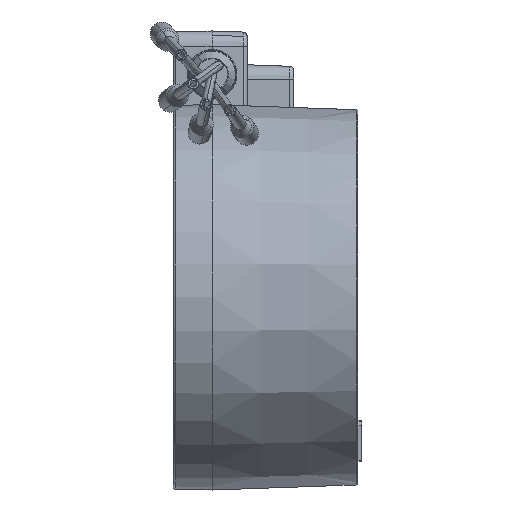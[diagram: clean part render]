
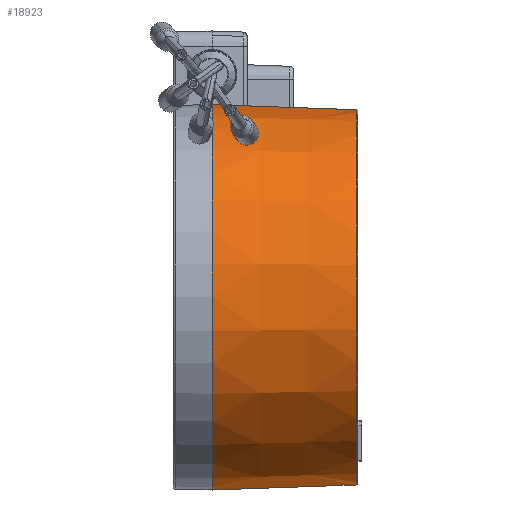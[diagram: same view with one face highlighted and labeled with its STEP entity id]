
A CAD part, left-side view. The second image highlights one B-rep face of the part: STEP entity #18923.
In plain terms, the highlighted conical face has half-angle 2 degrees and reference radius 24.513 mm.
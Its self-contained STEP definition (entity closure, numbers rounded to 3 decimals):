
#2369=CARTESIAN_POINT('',(-44.208,12.701,4.28));
#2370=DIRECTION('',(0.,-1.,0.));
#2371=DIRECTION('',(0.,0.,1.));
#2372=AXIS2_PLACEMENT_3D('',#2369,#2370,#2371);
#2382=DIRECTION('',(0.,0.999,0.035));
#2383=VECTOR('',#2382,18.57);
#2384=CARTESIAN_POINT('',(-44.208,-5.858,
28.469));
#2385=LINE('',#2384,#2383);
#2386=DIRECTION('',(0.,-0.999,0.035));
#2387=VECTOR('',#2386,18.57);
#2388=CARTESIAN_POINT('',(-44.208,12.701,
-20.557));
#2389=LINE('',#2388,#2387);
#2390=CARTESIAN_POINT('',(-44.208,-5.858,
4.28));
#2391=DIRECTION('',(0.,1.,0.));
#2392=DIRECTION('',(0.,0.,-1.));
#2393=AXIS2_PLACEMENT_3D('',#2390,#2391,#2392);
#17799=CARTESIAN_POINT('',(-44.208,-5.858,
-19.909));
#17801=VERTEX_POINT('',#17799);
#17964=CARTESIAN_POINT('',(-44.208,-5.858,
28.469));
#17965=VERTEX_POINT('',#17964);
#17999=CARTESIAN_POINT('',(-44.208,12.701,
29.117));
#18000=CARTESIAN_POINT('',(-44.208,12.701,
-20.557));
#18001=VERTEX_POINT('',#17999);
#18002=VERTEX_POINT('',#18000);
#18911=CARTESIAN_POINT('',(-44.208,3.421,
4.28));
#18912=DIRECTION('',(0.,1.,0.));
#18913=DIRECTION('',(1.,0.,0.));
#18914=AXIS2_PLACEMENT_3D('',#18911,#18912,#18913);
#18915=CONICAL_SURFACE('',#18914,24.513,2.);
#18916=ORIENTED_EDGE('',*,*,#18902,.F.);
#18917=ORIENTED_EDGE('',*,*,#18877,.F.);
#18919=ORIENTED_EDGE('',*,*,#18918,.F.);
#18920=ORIENTED_EDGE('',*,*,#18792,.F.);
#18921=EDGE_LOOP('',(#18916,#18917,#18919,#18920));
#18922=FACE_OUTER_BOUND('',#18921,.F.);
#2373=CIRCLE('',#2372,24.837);
#2394=CIRCLE('',#2393,24.189);
#18792=EDGE_CURVE('',#18002,#17801,#2389,.T.);
#18877=EDGE_CURVE('',#17965,#18001,#2385,.T.);
#18902=EDGE_CURVE('',#18001,#18002,#2373,.T.);
#18918=EDGE_CURVE('',#17801,#17965,#2394,.T.);
#18923=ADVANCED_FACE('',(#18922),#18915,.T.);
